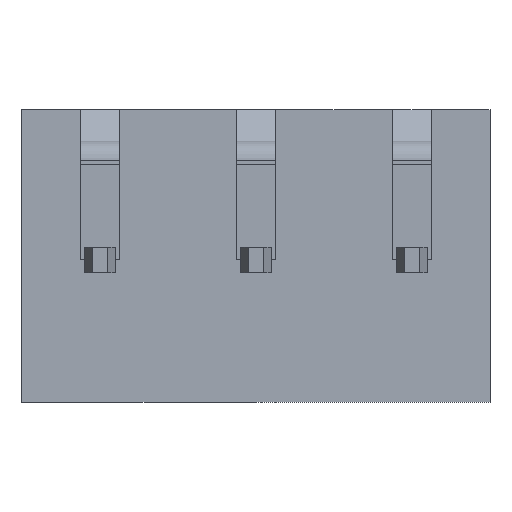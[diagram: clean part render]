
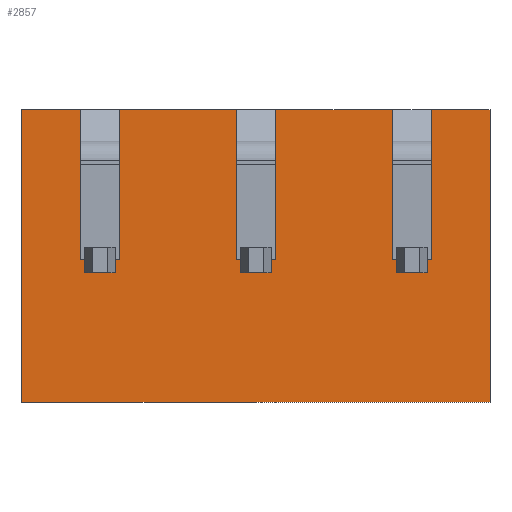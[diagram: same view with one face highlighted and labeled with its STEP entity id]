
A CAD part, front view. The second image highlights one B-rep face of the part: STEP entity #2857.
In plain terms, the highlighted planar face has unit normal (0, -1, 0).
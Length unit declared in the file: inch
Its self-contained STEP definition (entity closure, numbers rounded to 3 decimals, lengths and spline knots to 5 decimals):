
#5=DIRECTION('',(0.,0.,-1.));
#6=VECTOR('',#5,0.37);
#7=CARTESIAN_POINT('',(-0.2955,-0.31,0.185));
#8=LINE('',#7,#6);
#265=DIRECTION('',(0.,0.,-1.));
#266=VECTOR('',#265,0.016);
#267=CARTESIAN_POINT('',(0.1775,-0.31,-0.005));
#268=LINE('',#267,#266);
#269=DIRECTION('',(1.,0.,0.));
#270=VECTOR('',#269,0.039);
#271=CARTESIAN_POINT('',(0.1775,-0.31,-0.021));
#272=LINE('',#271,#270);
#273=DIRECTION('',(0.,0.,1.));
#274=VECTOR('',#273,0.016);
#275=CARTESIAN_POINT('',(0.2165,-0.31,-0.021));
#276=LINE('',#275,#274);
#277=DIRECTION('',(1.,0.,0.));
#278=VECTOR('',#277,0.0055);
#279=CARTESIAN_POINT('',(0.2165,-0.31,-0.005));
#280=LINE('',#279,#278);
#281=DIRECTION('',(0.,0.,-1.));
#282=VECTOR('',#281,0.19);
#283=CARTESIAN_POINT('',(0.222,-0.31,0.185));
#284=LINE('',#283,#282);
#285=DIRECTION('',(1.,0.,0.));
#286=VECTOR('',#285,0.0735);
#287=CARTESIAN_POINT('',(0.222,-0.31,0.185));
#288=LINE('',#287,#286);
#289=DIRECTION('',(1.,0.,0.));
#290=VECTOR('',#289,0.0735);
#291=CARTESIAN_POINT('',(-0.2955,-0.31,0.185));
#292=LINE('',#291,#290);
#293=DIRECTION('',(0.,0.,-1.));
#294=VECTOR('',#293,0.19);
#295=CARTESIAN_POINT('',(-0.222,-0.31,0.185));
#296=LINE('',#295,#294);
#297=DIRECTION('',(1.,0.,0.));
#298=VECTOR('',#297,0.0055);
#299=CARTESIAN_POINT('',(-0.222,-0.31,-0.005));
#300=LINE('',#299,#298);
#301=DIRECTION('',(0.,0.,-1.));
#302=VECTOR('',#301,0.016);
#303=CARTESIAN_POINT('',(-0.2165,-0.31,-0.005));
#304=LINE('',#303,#302);
#305=DIRECTION('',(1.,0.,0.));
#306=VECTOR('',#305,0.039);
#307=CARTESIAN_POINT('',(-0.2165,-0.31,-0.021));
#308=LINE('',#307,#306);
#309=DIRECTION('',(0.,0.,1.));
#310=VECTOR('',#309,0.016);
#311=CARTESIAN_POINT('',(-0.1775,-0.31,-0.021));
#312=LINE('',#311,#310);
#313=DIRECTION('',(1.,0.,0.));
#314=VECTOR('',#313,0.0055);
#315=CARTESIAN_POINT('',(-0.1775,-0.31,-0.005));
#316=LINE('',#315,#314);
#317=DIRECTION('',(0.,0.,-1.));
#318=VECTOR('',#317,0.19);
#319=CARTESIAN_POINT('',(-0.172,-0.31,0.185));
#320=LINE('',#319,#318);
#321=DIRECTION('',(1.,0.,0.));
#322=VECTOR('',#321,0.147);
#323=CARTESIAN_POINT('',(-0.172,-0.31,0.185));
#324=LINE('',#323,#322);
#325=DIRECTION('',(0.,0.,-1.));
#326=VECTOR('',#325,0.19);
#327=CARTESIAN_POINT('',(-0.025,-0.31,0.185));
#328=LINE('',#327,#326);
#329=DIRECTION('',(1.,0.,0.));
#330=VECTOR('',#329,0.0055);
#331=CARTESIAN_POINT('',(-0.025,-0.31,-0.005));
#332=LINE('',#331,#330);
#333=DIRECTION('',(0.,0.,-1.));
#334=VECTOR('',#333,0.016);
#335=CARTESIAN_POINT('',(-0.0195,-0.31,-0.005));
#336=LINE('',#335,#334);
#337=DIRECTION('',(1.,0.,0.));
#338=VECTOR('',#337,0.039);
#339=CARTESIAN_POINT('',(-0.0195,-0.31,-0.021));
#340=LINE('',#339,#338);
#341=DIRECTION('',(0.,0.,1.));
#342=VECTOR('',#341,0.016);
#343=CARTESIAN_POINT('',(0.0195,-0.31,-0.021));
#344=LINE('',#343,#342);
#345=DIRECTION('',(1.,0.,0.));
#346=VECTOR('',#345,0.0055);
#347=CARTESIAN_POINT('',(0.0195,-0.31,-0.005));
#348=LINE('',#347,#346);
#349=DIRECTION('',(0.,0.,-1.));
#350=VECTOR('',#349,0.19);
#351=CARTESIAN_POINT('',(0.025,-0.31,0.185));
#352=LINE('',#351,#350);
#353=DIRECTION('',(1.,0.,0.));
#354=VECTOR('',#353,0.147);
#355=CARTESIAN_POINT('',(0.025,-0.31,0.185));
#356=LINE('',#355,#354);
#357=DIRECTION('',(0.,0.,-1.));
#358=VECTOR('',#357,0.19);
#359=CARTESIAN_POINT('',(0.172,-0.31,0.185));
#360=LINE('',#359,#358);
#361=DIRECTION('',(1.,0.,0.));
#362=VECTOR('',#361,0.0055);
#363=CARTESIAN_POINT('',(0.172,-0.31,-0.005));
#364=LINE('',#363,#362);
#533=DIRECTION('',(0.,0.,-1.));
#534=VECTOR('',#533,0.37);
#535=CARTESIAN_POINT('',(0.2955,-0.31,0.185));
#536=LINE('',#535,#534);
#579=DIRECTION('',(1.,0.,0.));
#580=VECTOR('',#579,0.591);
#581=CARTESIAN_POINT('',(-0.2955,-0.31,-0.185));
#582=LINE('',#581,#580);
#1940=CARTESIAN_POINT('',(-0.2955,-0.31,0.185));
#1942=VERTEX_POINT('',#1940);
#1943=CARTESIAN_POINT('',(-0.2955,-0.31,-0.185));
#1944=VERTEX_POINT('',#1943);
#1952=CARTESIAN_POINT('',(0.2955,-0.31,0.185));
#1954=VERTEX_POINT('',#1952);
#1955=CARTESIAN_POINT('',(0.2955,-0.31,-0.185));
#1956=VERTEX_POINT('',#1955);
#1987=CARTESIAN_POINT('',(-0.2165,-0.31,-0.005));
#1988=CARTESIAN_POINT('',(-0.2165,-0.31,-0.021));
#1989=VERTEX_POINT('',#1987);
#1990=VERTEX_POINT('',#1988);
#1991=CARTESIAN_POINT('',(-0.1775,-0.31,-0.021));
#1992=VERTEX_POINT('',#1991);
#1993=CARTESIAN_POINT('',(-0.1775,-0.31,-0.005));
#1994=VERTEX_POINT('',#1993);
#2065=CARTESIAN_POINT('',(-0.222,-0.31,0.185));
#2067=VERTEX_POINT('',#2065);
#2069=CARTESIAN_POINT('',(-0.172,-0.31,0.185));
#2071=VERTEX_POINT('',#2069);
#2073=CARTESIAN_POINT('',(-0.222,-0.31,-0.005));
#2074=VERTEX_POINT('',#2073);
#2075=CARTESIAN_POINT('',(-0.172,-0.31,-0.005));
#2076=VERTEX_POINT('',#2075);
#2206=CARTESIAN_POINT('',(-0.025,-0.31,-0.005));
#2208=VERTEX_POINT('',#2206);
#2209=CARTESIAN_POINT('',(0.025,-0.31,-0.005));
#2211=VERTEX_POINT('',#2209);
#2330=CARTESIAN_POINT('',(0.172,-0.31,-0.005));
#2332=VERTEX_POINT('',#2330);
#2333=CARTESIAN_POINT('',(0.222,-0.31,-0.005));
#2335=VERTEX_POINT('',#2333);
#2391=CARTESIAN_POINT('',(-0.025,-0.31,0.185));
#2393=VERTEX_POINT('',#2391);
#2395=CARTESIAN_POINT('',(0.025,-0.31,0.185));
#2397=VERTEX_POINT('',#2395);
#2399=CARTESIAN_POINT('',(-0.0195,-0.31,-0.005));
#2400=CARTESIAN_POINT('',(-0.0195,-0.31,-0.021));
#2401=VERTEX_POINT('',#2399);
#2402=VERTEX_POINT('',#2400);
#2403=CARTESIAN_POINT('',(0.0195,-0.31,-0.021));
#2404=VERTEX_POINT('',#2403);
#2405=CARTESIAN_POINT('',(0.0195,-0.31,-0.005));
#2406=VERTEX_POINT('',#2405);
#2441=CARTESIAN_POINT('',(0.172,-0.31,0.185));
#2443=VERTEX_POINT('',#2441);
#2445=CARTESIAN_POINT('',(0.222,-0.31,0.185));
#2447=VERTEX_POINT('',#2445);
#2449=CARTESIAN_POINT('',(0.1775,-0.31,-0.005));
#2450=CARTESIAN_POINT('',(0.1775,-0.31,-0.021));
#2451=VERTEX_POINT('',#2449);
#2452=VERTEX_POINT('',#2450);
#2453=CARTESIAN_POINT('',(0.2165,-0.31,-0.021));
#2454=VERTEX_POINT('',#2453);
#2455=CARTESIAN_POINT('',(0.2165,-0.31,-0.005));
#2456=VERTEX_POINT('',#2455);
#2805=CARTESIAN_POINT('',(-0.2955,-0.31,0.185));
#2806=DIRECTION('',(0.,-1.,0.));
#2807=DIRECTION('',(0.,0.,-1.));
#2808=AXIS2_PLACEMENT_3D('',#2805,#2806,#2807);
#2809=PLANE('',#2808);
#2810=ORIENTED_EDGE('',*,*,#2705,.T.);
#2811=ORIENTED_EDGE('',*,*,#2799,.T.);
#2812=ORIENTED_EDGE('',*,*,#2770,.T.);
#2813=ORIENTED_EDGE('',*,*,#2619,.T.);
#2815=ORIENTED_EDGE('',*,*,#2814,.F.);
#2816=ORIENTED_EDGE('',*,*,#2547,.T.);
#2818=ORIENTED_EDGE('',*,*,#2817,.T.);
#2820=ORIENTED_EDGE('',*,*,#2819,.F.);
#2821=ORIENTED_EDGE('',*,*,#2488,.F.);
#2822=ORIENTED_EDGE('',*,*,#2540,.T.);
#2824=ORIENTED_EDGE('',*,*,#2823,.T.);
#2826=ORIENTED_EDGE('',*,*,#2825,.T.);
#2828=ORIENTED_EDGE('',*,*,#2827,.T.);
#2830=ORIENTED_EDGE('',*,*,#2829,.T.);
#2832=ORIENTED_EDGE('',*,*,#2831,.T.);
#2834=ORIENTED_EDGE('',*,*,#2833,.T.);
#2836=ORIENTED_EDGE('',*,*,#2835,.F.);
#2837=ORIENTED_EDGE('',*,*,#2524,.T.);
#2839=ORIENTED_EDGE('',*,*,#2838,.T.);
#2841=ORIENTED_EDGE('',*,*,#2840,.T.);
#2843=ORIENTED_EDGE('',*,*,#2842,.T.);
#2845=ORIENTED_EDGE('',*,*,#2844,.T.);
#2847=ORIENTED_EDGE('',*,*,#2846,.T.);
#2849=ORIENTED_EDGE('',*,*,#2848,.T.);
#2851=ORIENTED_EDGE('',*,*,#2850,.F.);
#2852=ORIENTED_EDGE('',*,*,#2508,.T.);
#2853=ORIENTED_EDGE('',*,*,#2571,.T.);
#2854=ORIENTED_EDGE('',*,*,#2600,.T.);
#2855=EDGE_LOOP('',(#2810,#2811,#2812,#2813,#2815,#2816,#2818,#2820,#2821,#2822,
#2824,#2826,#2828,#2830,#2832,#2834,#2836,#2837,#2839,#2841,#2843,#2845,#2847,
#2849,#2851,#2852,#2853,#2854));
#2856=FACE_OUTER_BOUND('',#2855,.F.);
#2857=ADVANCED_FACE('',(#2856),#2809,.T.);
#2488=EDGE_CURVE('',#1942,#1944,#8,.T.);
#2508=EDGE_CURVE('',#2397,#2443,#356,.T.);
#2524=EDGE_CURVE('',#2071,#2393,#324,.T.);
#2540=EDGE_CURVE('',#1942,#2067,#292,.T.);
#2547=EDGE_CURVE('',#2447,#1954,#288,.T.);
#2571=EDGE_CURVE('',#2443,#2332,#360,.T.);
#2600=EDGE_CURVE('',#2332,#2451,#364,.T.);
#2619=EDGE_CURVE('',#2456,#2335,#280,.T.);
#2705=EDGE_CURVE('',#2451,#2452,#268,.T.);
#2770=EDGE_CURVE('',#2454,#2456,#276,.T.);
#2799=EDGE_CURVE('',#2452,#2454,#272,.T.);
#2814=EDGE_CURVE('',#2447,#2335,#284,.T.);
#2817=EDGE_CURVE('',#1954,#1956,#536,.T.);
#2819=EDGE_CURVE('',#1944,#1956,#582,.T.);
#2823=EDGE_CURVE('',#2067,#2074,#296,.T.);
#2825=EDGE_CURVE('',#2074,#1989,#300,.T.);
#2827=EDGE_CURVE('',#1989,#1990,#304,.T.);
#2829=EDGE_CURVE('',#1990,#1992,#308,.T.);
#2831=EDGE_CURVE('',#1992,#1994,#312,.T.);
#2833=EDGE_CURVE('',#1994,#2076,#316,.T.);
#2835=EDGE_CURVE('',#2071,#2076,#320,.T.);
#2838=EDGE_CURVE('',#2393,#2208,#328,.T.);
#2840=EDGE_CURVE('',#2208,#2401,#332,.T.);
#2842=EDGE_CURVE('',#2401,#2402,#336,.T.);
#2844=EDGE_CURVE('',#2402,#2404,#340,.T.);
#2846=EDGE_CURVE('',#2404,#2406,#344,.T.);
#2848=EDGE_CURVE('',#2406,#2211,#348,.T.);
#2850=EDGE_CURVE('',#2397,#2211,#352,.T.);
